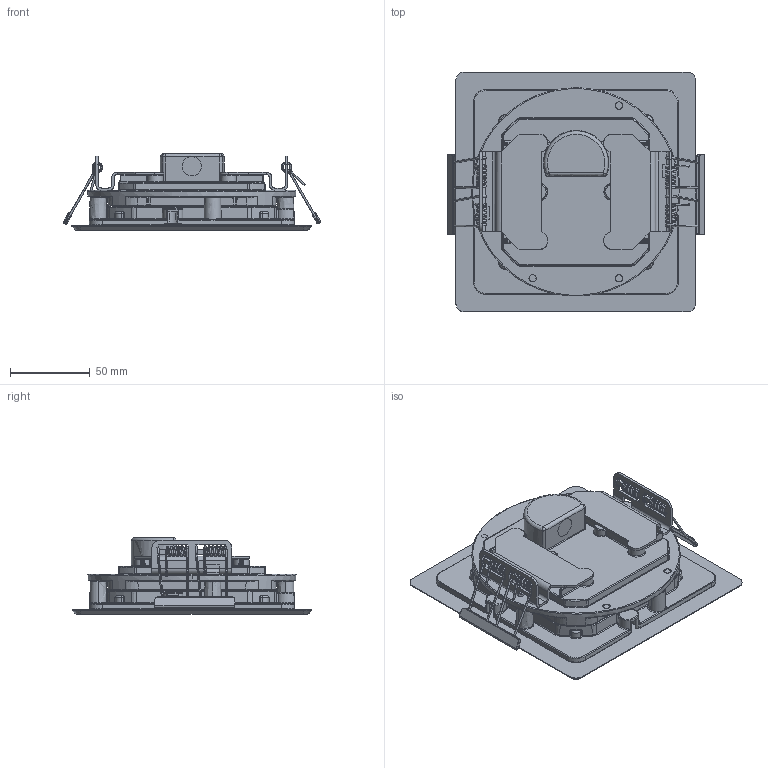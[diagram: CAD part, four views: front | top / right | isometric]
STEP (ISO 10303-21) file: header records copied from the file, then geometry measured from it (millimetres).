
FILE_DESCRIPTION(/* description */ (''),/* implementation_level */ '2;1');
FILE_NAME(/* name */ 'T4200600_EGO 150 DL FLAT QUADRO',/* time_stamp */ '2018-02-01T12:49:10+01:00',/* author */ (''),/* organization */ (''),/* preprocessor_version */ 'ST-DEVELOPER v15',/* originating_system */ '',/* authorisation */ '');
FILE_SCHEMA (('CONFIG_CONTROL_DESIGN'));
Length unit declared in the file: millimetre
Products named in the file (1): Document
Bounding box: 160.68 x 150 x 48 mm (x, y, z)
Volume: 117167.6 mm3; surface area: 139756.6 mm2
Topology: 10 solids, 17 shells, 1564 faces, 3852 edges, 2189 vertices
Faces by surface type: bspline 1233, plane 331
Entity records: 75893 total; most frequent: CARTESIAN_POINT 55124, ORIENTED_EDGE 7488, EDGE_CURVE 3765, VERTEX_POINT 2189, EDGE_LOOP 1573, ADVANCED_FACE 1555, FACE_OUTER_BOUND 1555, B_SPLINE_CURVE_WITH_KNOTS 1508
